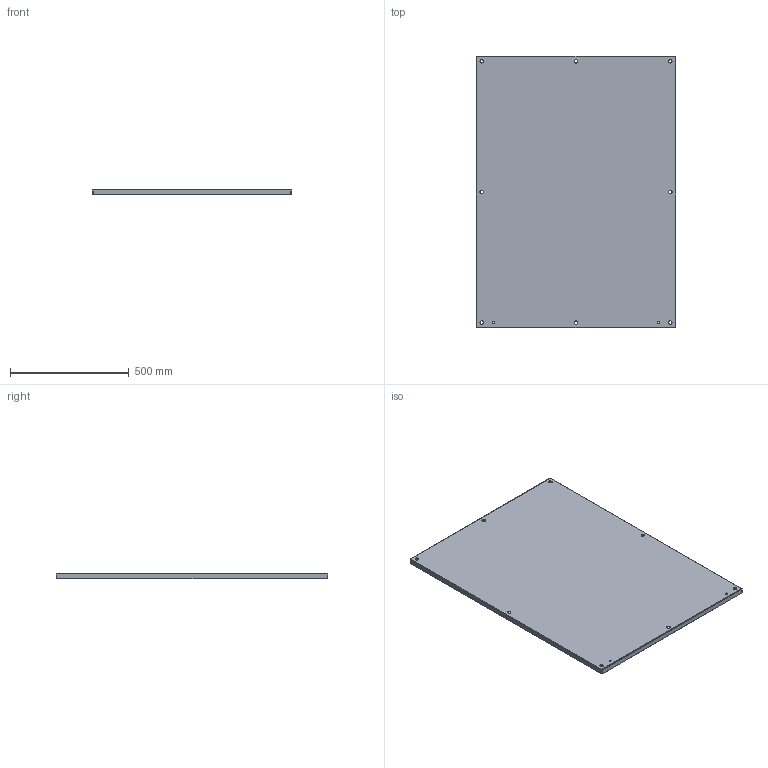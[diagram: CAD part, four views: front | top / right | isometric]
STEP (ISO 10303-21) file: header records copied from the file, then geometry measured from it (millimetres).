
FILE_DESCRIPTION(/* description */ ('NP PERFORATED PANEL 48X36'),/* implementation_level */ '2;1');
FILE_NAME(/* name */ 'NP4836PP.stp',/* time_stamp */ '2014-09-11T13:45:53-05:00',/* author */ ('mraetz'),/* organization */ (''),/* preprocessor_version */ 'ST-DEVELOPER v15.2',/* originating_system */ 'Autodesk Inventor 2014',/* authorisation */ '');
FILE_SCHEMA (('AUTOMOTIVE_DESIGN { 1 0 10303 214 3 1 1 }'));
Length unit declared in the file: inch
Products named in the file (1): NP_PP
Bounding box: 838.2 x 1143 x 22.23 mm (x, y, z)
Volume: 1943138.9 mm3; surface area: 2076124.6 mm2
Topology: 1 solids, 1 shells, 48 faces, 106 edges, 60 vertices
Faces by surface type: plane 22, cylinder 18, bspline 8
Full cylindrical faces by diameter (mm): 7.925 x2, 14.3 x8
Entity records: 1482 total; most frequent: CARTESIAN_POINT 453, ORIENTED_EDGE 192, DIRECTION 182, EDGE_CURVE 96, EDGE_LOOP 78, AXIS2_PLACEMENT_3D 61, LINE 60, VECTOR 60
